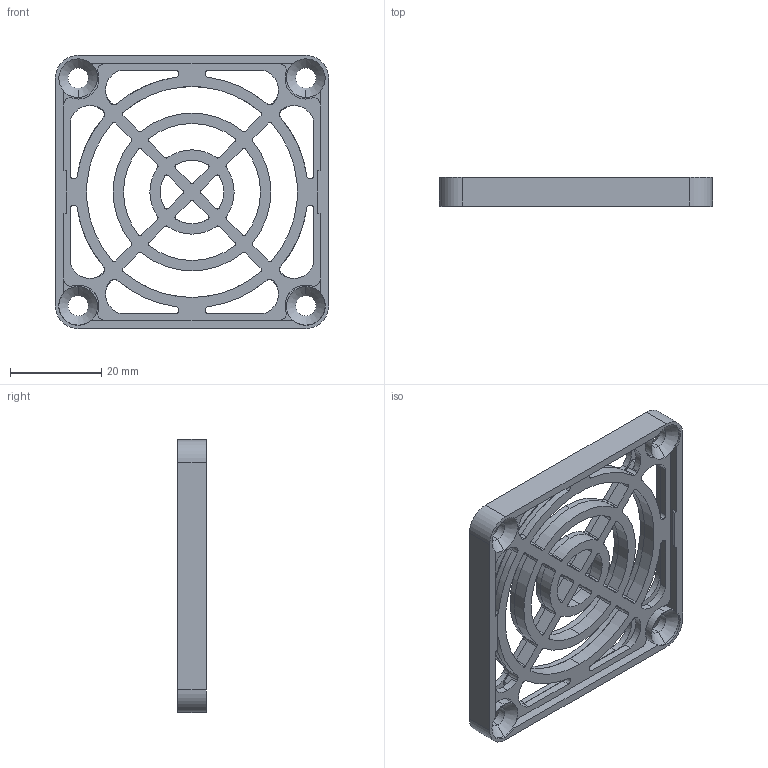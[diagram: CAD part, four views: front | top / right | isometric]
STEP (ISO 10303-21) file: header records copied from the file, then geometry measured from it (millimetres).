
FILE_DESCRIPTION (( 'STEP AP214' ), '1' );
FILE_NAME ('09250-F.STEP', '2015-06-08T08:11:18', ( '' ), ( '' ), 'SwSTEP 2.0', 'SolidWorks 2010', '' );
FILE_SCHEMA (( 'AUTOMOTIVE_DESIGN' ));
Length unit declared in the file: millimetre
Products named in the file (3): 09250-G; 09250-R; 09250-F
Assembly tree (2 placements, depth 2):
  09250-F
    09250-G
    09250-R
Bounding box: 60 x 6.3 x 60 mm (x, y, z)
Volume: 7754.1 mm3; surface area: 12589.3 mm2
Topology: 2 solids, 2 shells, 470 faces, 1352 edges, 876 vertices
Faces by surface type: cylinder 310, plane 103, torus 41, cone 16
Entity records: 15969 total; most frequent: DIRECTION 2997, CARTESIAN_POINT 2745, ORIENTED_EDGE 2704, EDGE_CURVE 1352, AXIS2_PLACEMENT_3D 1184, VERTEX_POINT 876, CIRCLE 709, LINE 629
